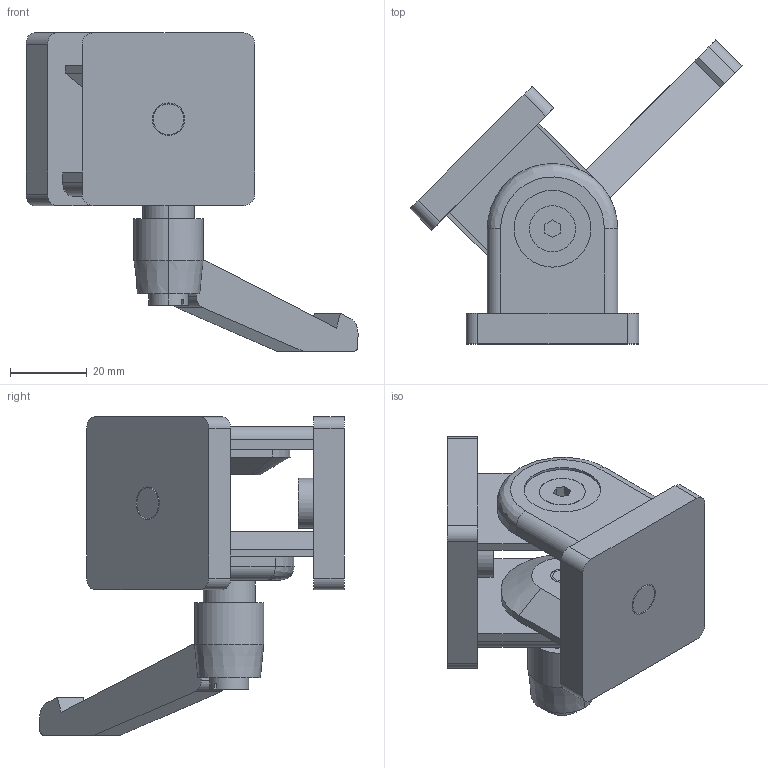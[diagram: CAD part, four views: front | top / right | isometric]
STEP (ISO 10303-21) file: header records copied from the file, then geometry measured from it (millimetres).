
FILE_DESCRIPTION (( 'STEP AP214' ), '1' );
FILE_NAME ('61214103', '2019-02-04T08:22:05', ( '' ), ('JUGARD+KÜNSTNER GmbH'), 'SwSTEP 2.0', 'SolidWorks 2017', '' );
FILE_SCHEMA (( 'AUTOMOTIVE_DESIGN' ));
Length unit declared in the file: millimetre
Products named in the file (4): 61214103_CNAJF00; Kopie von Gelenk-10 45 KH_2^61214103; Kopie von Klemmhebel_7^61214103; Kopie von Gelenk-10 45_9^61214103
Assembly tree (3 placements, depth 2):
  61214103_CNAJF00
    Kopie von Gelenk-10 45 KH_2^61214103
    Kopie von Gelenk-10 45_9^61214103
    Kopie von Klemmhebel_7^61214103
Bounding box: 86.48 x 79.36 x 82.9 mm (x, y, z)
Volume: 69599.3 mm3; surface area: 27530.1 mm2
Topology: 3 solids, 11 shells, 202 faces, 458 edges, 301 vertices
Faces by surface type: plane 140, cylinder 55, cone 5, bspline 2
Entity records: 6668 total; most frequent: CARTESIAN_POINT 1205, DIRECTION 988, ORIENTED_EDGE 916, EDGE_CURVE 458, LINE 332, VECTOR 332, AXIS2_PLACEMENT_3D 328, VERTEX_POINT 301
